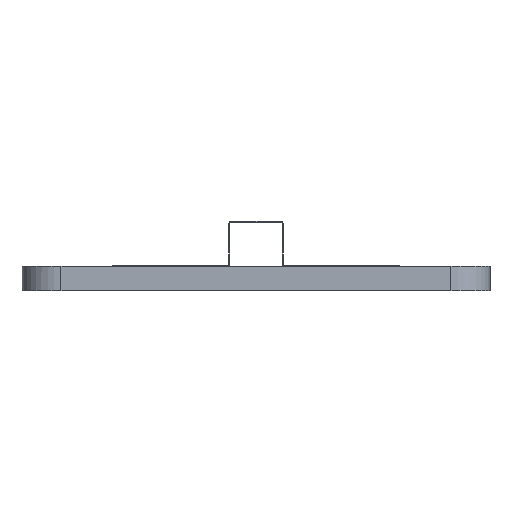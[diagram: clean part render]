
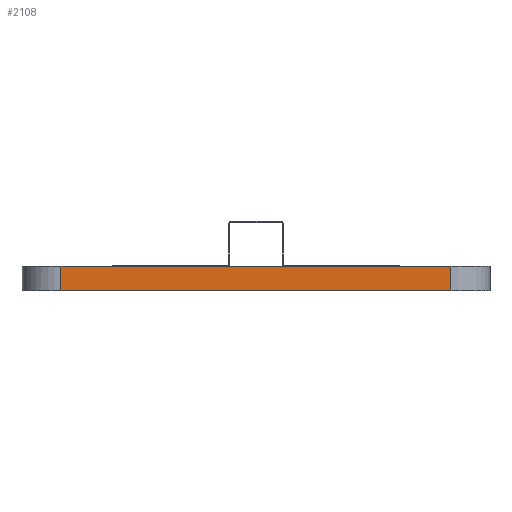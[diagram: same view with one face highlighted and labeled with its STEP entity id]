
A CAD part, front view. The second image highlights one B-rep face of the part: STEP entity #2108.
In plain terms, the highlighted planar face has unit normal (0, -1, 0).
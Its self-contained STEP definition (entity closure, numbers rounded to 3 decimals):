
#115=PLANE('',#2354);
#246=FACE_OUTER_BOUND('',#399,.T.);
#399=EDGE_LOOP('',(#1895,#1896,#1897,#1898));
#583=LINE('',#3552,#781);
#592=LINE('',#3574,#790);
#594=LINE('',#3580,#792);
#595=LINE('',#3581,#793);
#781=VECTOR('',#2956,10.);
#790=VECTOR('',#2975,10.);
#792=VECTOR('',#2981,10.);
#793=VECTOR('',#2982,10.);
#1052=VERTEX_POINT('',#3549);
#1053=VERTEX_POINT('',#3551);
#1061=VERTEX_POINT('',#3573);
#1063=VERTEX_POINT('',#3579);
#1331=EDGE_CURVE('',#1052,#1053,#583,.T.);
#1342=EDGE_CURVE('',#1053,#1061,#592,.T.);
#1345=EDGE_CURVE('',#1063,#1052,#594,.T.);
#1346=EDGE_CURVE('',#1063,#1061,#595,.T.);
#1895=ORIENTED_EDGE('',*,*,#1342,.F.);
#1896=ORIENTED_EDGE('',*,*,#1331,.F.);
#1897=ORIENTED_EDGE('',*,*,#1345,.F.);
#1898=ORIENTED_EDGE('',*,*,#1346,.T.);
#2108=ADVANCED_FACE('',(#246),#115,.T.);
#2354=AXIS2_PLACEMENT_3D('',#3578,#2979,#2980);
#2956=DIRECTION('',(1.,0.,0.));
#2975=DIRECTION('',(0.,0.,-1.));
#2979=DIRECTION('center_axis',(0.,-1.,0.));
#2980=DIRECTION('ref_axis',(1.,0.,0.));
#2981=DIRECTION('',(0.,0.,1.));
#2982=DIRECTION('',(1.,0.,0.));
#3549=CARTESIAN_POINT('',(-200.,-700.,25.));
#3551=CARTESIAN_POINT('',(200.,-700.,25.));
#3552=CARTESIAN_POINT('',(-240.,-700.,25.));
#3573=CARTESIAN_POINT('',(200.,-700.,0.));
#3574=CARTESIAN_POINT('',(200.,-700.,0.));
#3578=CARTESIAN_POINT('Origin',(-240.,-700.,0.));
#3579=CARTESIAN_POINT('',(-200.,-700.,0.));
#3580=CARTESIAN_POINT('',(-200.,-700.,0.));
#3581=CARTESIAN_POINT('',(-240.,-700.,0.));
